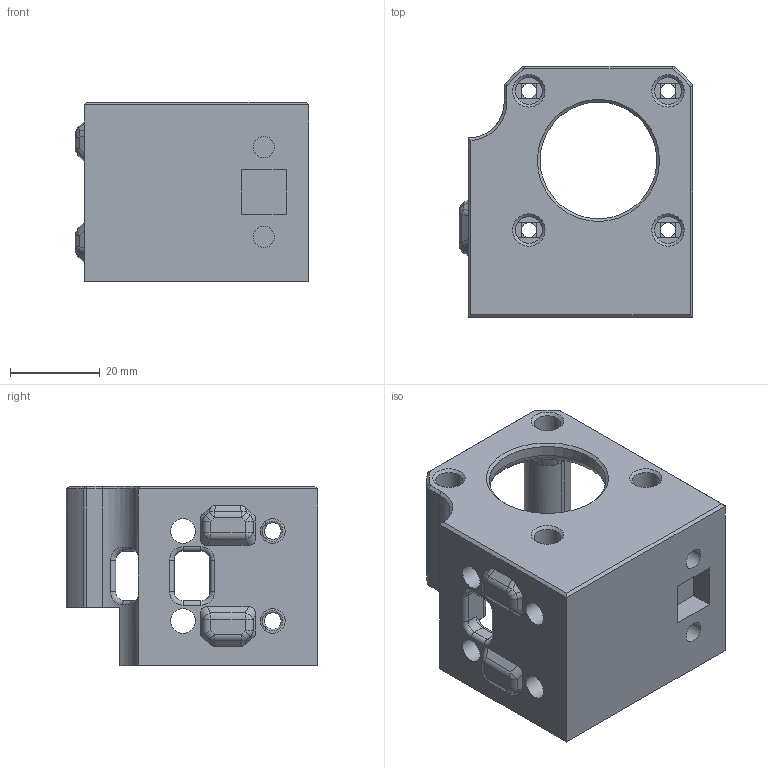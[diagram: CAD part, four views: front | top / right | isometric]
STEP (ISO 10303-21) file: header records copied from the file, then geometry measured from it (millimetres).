
FILE_DESCRIPTION(/* description */ (''),/* implementation_level */ '2;1');
FILE_NAME(/* name */ 'Y_motor_mount.stp',/* time_stamp */ '2022-09-11T21:20:02+02:00',/* author */ ('Sompedroo'),/* organization */ (''),/* preprocessor_version */ 'ST-DEVELOPER v19',/* originating_system */ 'Autodesk Inventor 2023',/* authorisation */ '');
FILE_SCHEMA (('AUTOMOTIVE_DESIGN { 1 0 10303 214 3 1 1 }'));
Length unit declared in the file: millimetre
Products named in the file (1): Y_motor_mount
Bounding box: 52 x 56 x 40 mm (x, y, z)
Volume: 42311.4 mm3; surface area: 17137.4 mm2
Topology: 1 solids, 1 shells, 334 faces, 843 edges, 497 vertices
Faces by surface type: plane 121, cylinder 112, torus 45, bspline 32, cone 13, sphere 11
Full cylindrical faces by diameter (mm): 3.4 x4, 3.7 x2, 4.7 x2, 5.5 x4, 6 x4, 10 x2, 26 x1
Entity records: 11354 total; most frequent: CARTESIAN_POINT 3327, DIRECTION 1724, ORIENTED_EDGE 1660, EDGE_CURVE 830, AXIS2_PLACEMENT_3D 667, VERTEX_POINT 497, LINE 390, VECTOR 390
